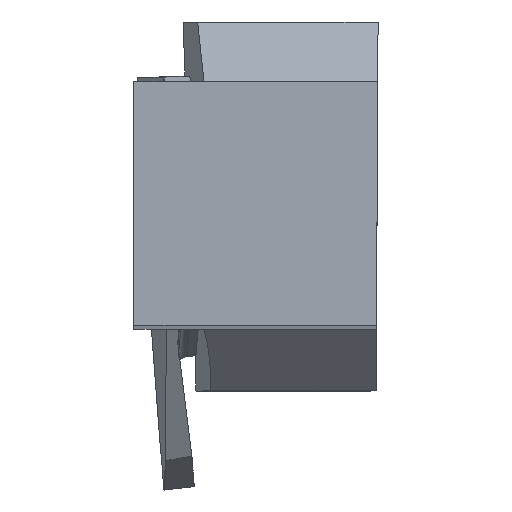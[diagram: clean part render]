
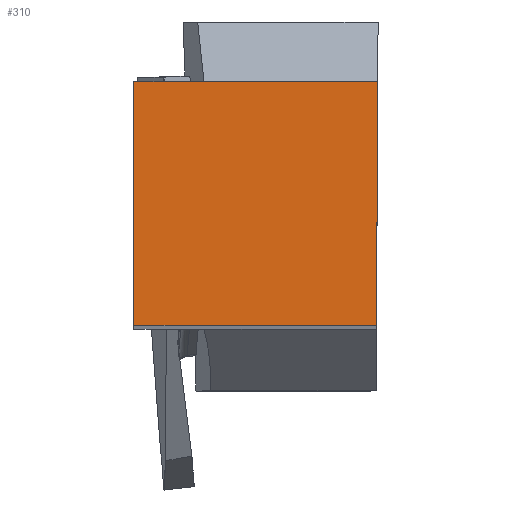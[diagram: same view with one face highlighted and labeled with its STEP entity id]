
A CAD part, top view. The second image highlights one B-rep face of the part: STEP entity #310.
In plain terms, the highlighted planar face has unit normal (0, 0, 1).
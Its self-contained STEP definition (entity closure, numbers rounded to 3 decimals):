
#253=PLANE('',#2235);
#310=ADVANCED_FACE('BLANK_BOXF006',(#457),#253,.F.);
#457=FACE_OUTER_BOUND('',#575,.T.);
#575=EDGE_LOOP('',(#792,#793,#794,#795));
#792=ORIENTED_EDGE('',*,*,#1562,.T.);
#793=ORIENTED_EDGE('',*,*,#1564,.T.);
#794=ORIENTED_EDGE('',*,*,#1535,.T.);
#795=ORIENTED_EDGE('',*,*,#1565,.F.);
#1343=VERTEX_POINT('',#3017);
#1344=VERTEX_POINT('',#3019);
#1361=VERTEX_POINT('',#3069);
#1362=VERTEX_POINT('',#3071);
#1535=EDGE_CURVE('',#1344,#1343,#1836,.T.);
#1562=EDGE_CURVE('',#1362,#1361,#1861,.T.);
#1564=EDGE_CURVE('',#1361,#1344,#1863,.T.);
#1565=EDGE_CURVE('',#1362,#1343,#1864,.T.);
#1836=LINE('',#3018,#1992);
#1861=LINE('',#3070,#2017);
#1863=LINE('',#3074,#2019);
#1864=LINE('',#3075,#2020);
#1992=VECTOR('',#2452,1.);
#2017=VECTOR('',#2495,1.);
#2019=VECTOR('',#2499,1.);
#2020=VECTOR('',#2500,1.);
#2235=AXIS2_PLACEMENT_3D('',#3076,#2501,#2502);
#2452=DIRECTION('',(0.005,1.,0.));
#2495=DIRECTION('',(0.,-1.,0.));
#2499=DIRECTION('',(1.,0.,0.));
#2500=DIRECTION('',(1.,0.,0.));
#2501=DIRECTION('',(0.,0.,-1.));
#2502=DIRECTION('',(1.,0.,0.));
#3017=CARTESIAN_POINT('',(0.,11.9,0.));
#3018=CARTESIAN_POINT('',(0.016,14.906,0.));
#3019=CARTESIAN_POINT('',(-0.062,0.,0.));
#3069=CARTESIAN_POINT('',(-11.9,0.,0.));
#3070=CARTESIAN_POINT('',(-11.9,15.,0.));
#3071=CARTESIAN_POINT('',(-11.9,11.9,0.));
#3074=CARTESIAN_POINT('',(-24.,0.,0.));
#3075=CARTESIAN_POINT('',(-24.,11.9,0.));
#3076=CARTESIAN_POINT('',(-17.9,15.,0.));
